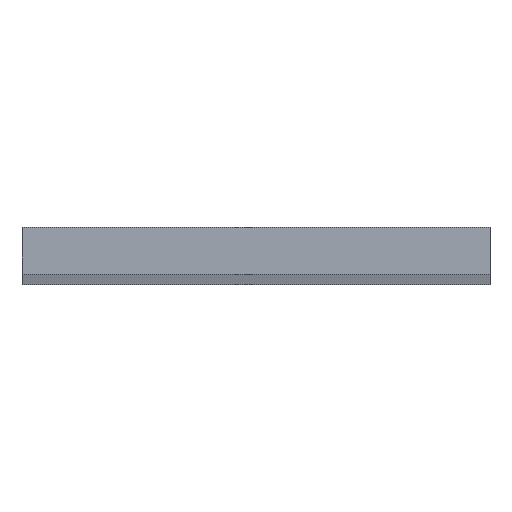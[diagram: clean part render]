
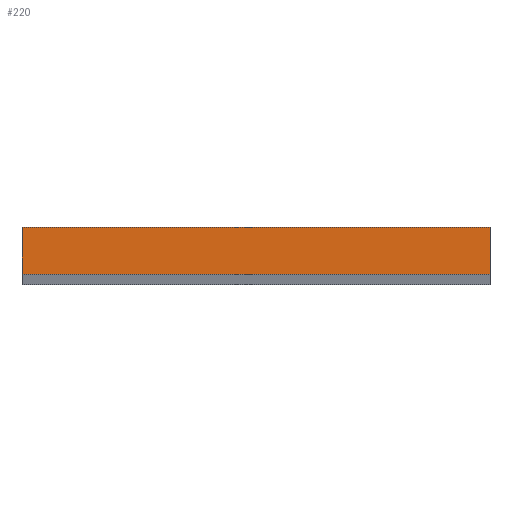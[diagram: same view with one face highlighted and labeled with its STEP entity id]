
A CAD part, top view. The second image highlights one B-rep face of the part: STEP entity #220.
In plain terms, the highlighted planar face has unit normal (0, 0, 1).
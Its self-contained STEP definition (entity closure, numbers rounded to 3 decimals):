
#3 = LINE ( 'NONE', #141, #120 ) ;
#5 = VECTOR ( 'NONE', #115, 1000. ) ;
#22 = DIRECTION ( 'NONE',  ( 0., 1., 0. ) ) ;
#24 = FACE_OUTER_BOUND ( 'NONE', #88, .T. ) ;
#37 = CARTESIAN_POINT ( 'NONE',  ( 40., -4., 1000. ) ) ;
#40 = LINE ( 'NONE', #37, #150 ) ;
#42 = CARTESIAN_POINT ( 'NONE',  ( 40., -4., 1000. ) ) ;
#43 = CARTESIAN_POINT ( 'NONE',  ( -40., 4., 1000. ) ) ;
#62 = CARTESIAN_POINT ( 'NONE',  ( 0., 0., 1000. ) ) ;
#64 = AXIS2_PLACEMENT_3D ( 'NONE', #62, #180, #151 ) ;
#68 = VERTEX_POINT ( 'NONE', #124 ) ;
#71 = ORIENTED_EDGE ( 'NONE', *, *, #163, .T. ) ;
#75 = DIRECTION ( 'NONE',  ( 1., 0., 0. ) ) ;
#76 = EDGE_CURVE ( 'NONE', #205, #223, #40, .T. ) ;
#88 = EDGE_LOOP ( 'NONE', ( #135, #100, #170, #71 ) ) ;
#100 = ORIENTED_EDGE ( 'NONE', *, *, #208, .T. ) ;
#115 = DIRECTION ( 'NONE',  ( 0., -1., 0. ) ) ;
#120 = VECTOR ( 'NONE', #75, 1000. ) ;
#124 = CARTESIAN_POINT ( 'NONE',  ( -40., -4., 1000. ) ) ;
#135 = ORIENTED_EDGE ( 'NONE', *, *, #76, .T. ) ;
#141 = CARTESIAN_POINT ( 'NONE',  ( -40., -4., 1000. ) ) ;
#145 = CARTESIAN_POINT ( 'NONE',  ( -40., -4., 1000. ) ) ;
#150 = VECTOR ( 'NONE', #22, 1000. ) ;
#151 = DIRECTION ( 'NONE',  ( -1., 0., 0. ) ) ;
#161 = VECTOR ( 'NONE', #222, 1000. ) ;
#163 = EDGE_CURVE ( 'NONE', #68, #205, #3, .T. ) ;
#170 = ORIENTED_EDGE ( 'NONE', *, *, #178, .T. ) ;
#172 = VERTEX_POINT ( 'NONE', #198 ) ;
#178 = EDGE_CURVE ( 'NONE', #172, #68, #211, .T. ) ;
#179 = PLANE ( 'NONE',  #64 ) ;
#180 = DIRECTION ( 'NONE',  ( 0., 0., -1. ) ) ;
#198 = CARTESIAN_POINT ( 'NONE',  ( -40., 4., 1000. ) ) ;
#205 = VERTEX_POINT ( 'NONE', #42 ) ;
#208 = EDGE_CURVE ( 'NONE', #223, #172, #218, .T. ) ;
#211 = LINE ( 'NONE', #145, #5 ) ;
#218 = LINE ( 'NONE', #43, #161 ) ;
#219 = CARTESIAN_POINT ( 'NONE',  ( 40., 4., 1000. ) ) ;
#220 = ADVANCED_FACE ( 'NONE', ( #24 ), #179, .F. ) ;
#222 = DIRECTION ( 'NONE',  ( -1., 0., 0. ) ) ;
#223 = VERTEX_POINT ( 'NONE', #219 ) ;
